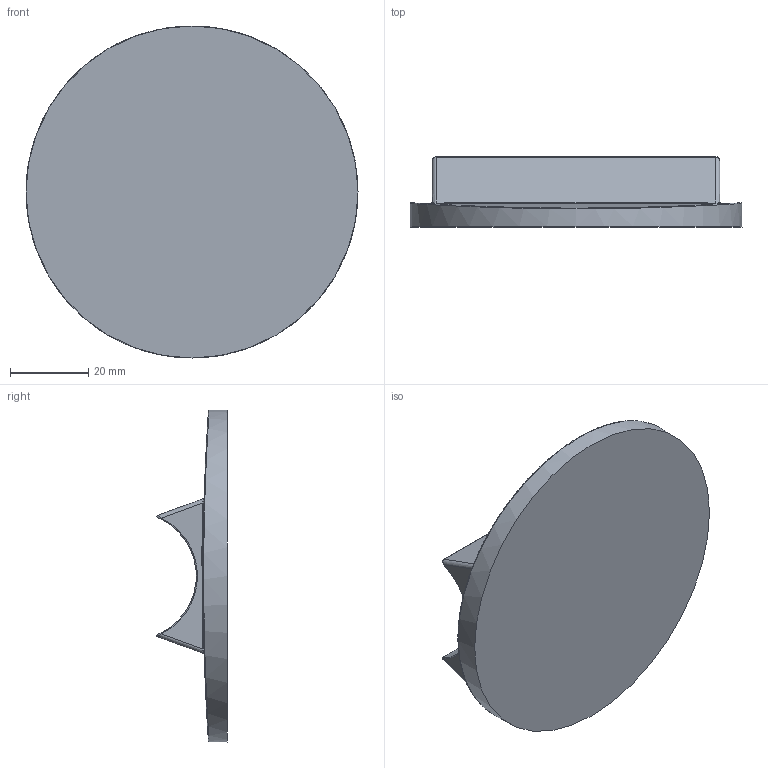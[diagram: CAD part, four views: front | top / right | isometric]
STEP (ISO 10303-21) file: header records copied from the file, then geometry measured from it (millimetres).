
FILE_DESCRIPTION (( 'STEP AP214' ), '1' );
FILE_NAME ('rotate.STEP', '2014-09-29T23:23:12', ( '' ), ( '' ), 'SwSTEP 2.0', 'SolidWorks 2014', '' );
FILE_SCHEMA (( 'AUTOMOTIVE_DESIGN' ));
Length unit declared in the file: millimetre
Products named in the file (1): rotate
Bounding box: 85 x 17.97 x 85 mm (x, y, z)
Volume: 48207.7 mm3; surface area: 14961 mm2
Topology: 1 solids, 1 shells, 29 faces, 61 edges, 35 vertices
Faces by surface type: bspline 14, cylinder 8, plane 5, torus 2
Full cylindrical faces by diameter (mm): 85 x1
Entity records: 1994 total; most frequent: CARTESIAN_POINT 1353, ORIENTED_EDGE 118, DIRECTION 86, EDGE_CURVE 59, AXIS2_PLACEMENT_3D 37, VERTEX_POINT 35, EDGE_LOOP 32, FACE_OUTER_BOUND 31
